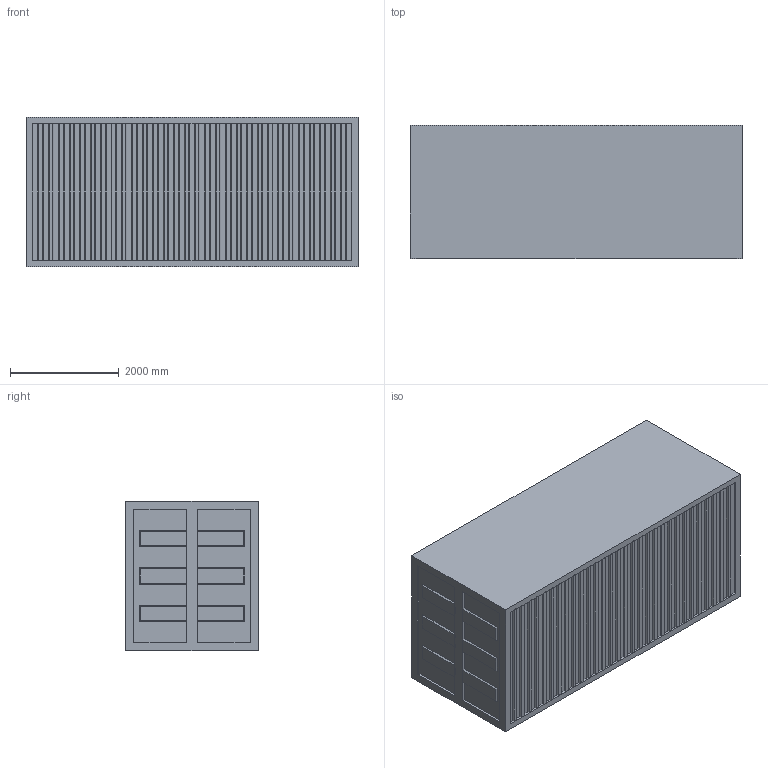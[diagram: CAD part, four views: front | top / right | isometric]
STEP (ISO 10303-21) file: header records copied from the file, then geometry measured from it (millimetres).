
FILE_DESCRIPTION (( 'STEP AP214' ), '1' );
FILE_NAME ('ContainerISO_20ft_8ft_9ft_MediumDetailed.STEP', '2024-03-19T14:45:30', ( '' ), ( '' ), 'SwSTEP 2.0', 'SolidWorks 2022', '' );
FILE_SCHEMA (( 'AUTOMOTIVE_DESIGN' ));
Length unit declared in the file: metre
Products named in the file (1): ContainerISO_20ft_8ft_9ft_MediumDetailed
Bounding box: 6096 x 2438.4 x 2743.2 mm (x, y, z)
Surface area: 86981584.4 mm2 (no closed solid volume)
Topology: 0 solids, 1 shells, 449 faces, 1320 edges, 880 vertices
Faces by surface type: plane 449
Entity records: 14637 total; most frequent: CARTESIAN_POINT 2650, ORIENTED_EDGE 2640, DIRECTION 2220, EDGE_CURVE 1320, VECTOR 1320, LINE 1320, VERTEX_POINT 880, EDGE_LOOP 456
